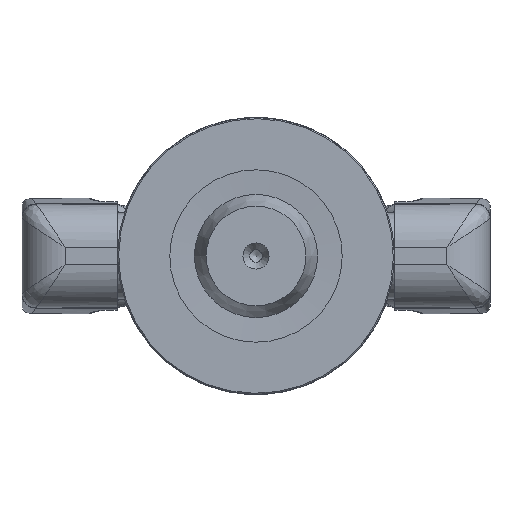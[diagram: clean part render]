
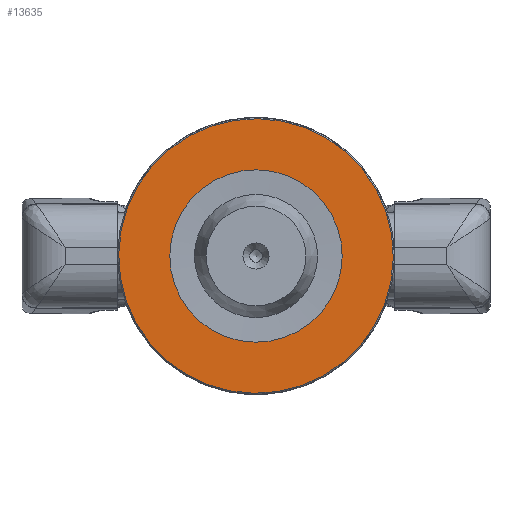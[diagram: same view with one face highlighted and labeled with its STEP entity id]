
A CAD part, front view. The second image highlights one B-rep face of the part: STEP entity #13635.
In plain terms, the highlighted face is planar.
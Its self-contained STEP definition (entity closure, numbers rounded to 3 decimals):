
#125=FACE_BOUND('',#4070,.T.);
#2525=PLANE('',#14623);
#3211=FACE_OUTER_BOUND('',#4069,.T.);
#4069=EDGE_LOOP('',(#11651));
#4070=EDGE_LOOP('',(#11652));
#4620=CIRCLE('',#14620,22.3);
#4622=CIRCLE('',#14624,14.);
#6364=VERTEX_POINT('',#39916);
#6366=VERTEX_POINT('',#39922);
#8209=EDGE_CURVE('',#6364,#6364,#4620,.T.);
#8211=EDGE_CURVE('',#6366,#6366,#4622,.T.);
#11651=ORIENTED_EDGE('',*,*,#8209,.F.);
#11652=ORIENTED_EDGE('',*,*,#8211,.F.);
#13635=ADVANCED_FACE('',(#3211,#125),#2525,.F.);
#14620=AXIS2_PLACEMENT_3D('',#39917,#16720,#16721);
#14623=AXIS2_PLACEMENT_3D('',#39921,#16726,#16727);
#14624=AXIS2_PLACEMENT_3D('',#39923,#16728,#16729);
#16720=DIRECTION('center_axis',(0.,0.,1.));
#16721=DIRECTION('ref_axis',(-1.,0.,0.));
#16726=DIRECTION('center_axis',(0.,0.,1.));
#16727=DIRECTION('ref_axis',(1.,0.,0.));
#16728=DIRECTION('center_axis',(0.,0.,-1.));
#16729=DIRECTION('ref_axis',(-1.,0.,0.));
#39916=CARTESIAN_POINT('',(22.3,0.,0.));
#39917=CARTESIAN_POINT('Origin',(0.,0.,0.));
#39921=CARTESIAN_POINT('Origin',(0.,0.,0.));
#39922=CARTESIAN_POINT('',(14.,0.,0.));
#39923=CARTESIAN_POINT('Origin',(0.,0.,0.));
